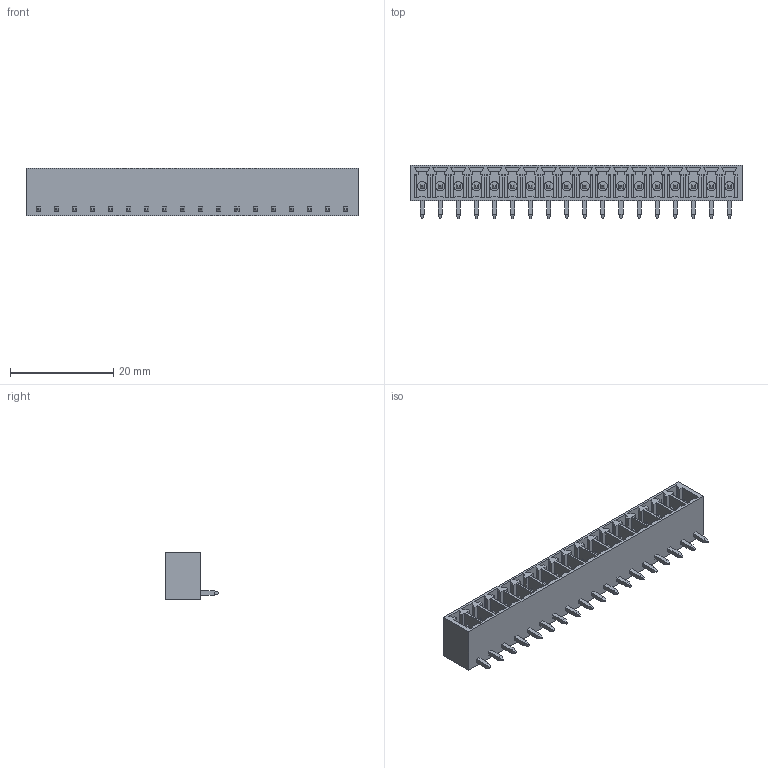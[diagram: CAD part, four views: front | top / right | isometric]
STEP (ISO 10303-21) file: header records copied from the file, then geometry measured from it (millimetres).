
FILE_DESCRIPTION((''),'2;1');
FILE_NAME('395021018','2015-01-20T',('me'),(''),'PRO/ENGINEER BY PARAMETRIC TECHNOLOGY CORPORATION, 2011490','PRO/ENGINEER BY PARAMETRIC TECHNOLOGY CORPORATION, 2011490','');
FILE_SCHEMA(('CONFIG_CONTROL_DESIGN'));
Length unit declared in the file: inch
Products named in the file (1): 395021018
Bounding box: 64.39 x 10.41 x 9.14 mm (x, y, z)
Volume: 1996.6 mm3; surface area: 5942.4 mm2
Topology: 1 solids, 1 shells, 726 faces, 1866 edges, 1232 vertices
Faces by surface type: plane 672, cylinder 54
Entity records: 21481 total; most frequent: CARTESIAN_POINT 3753, ORIENTED_EDGE 3624, DIRECTION 3464, EDGE_CURVE 1812, VECTOR 1722, LINE 1722, VERTEX_POINT 1160, AXIS2_PLACEMENT_3D 871
